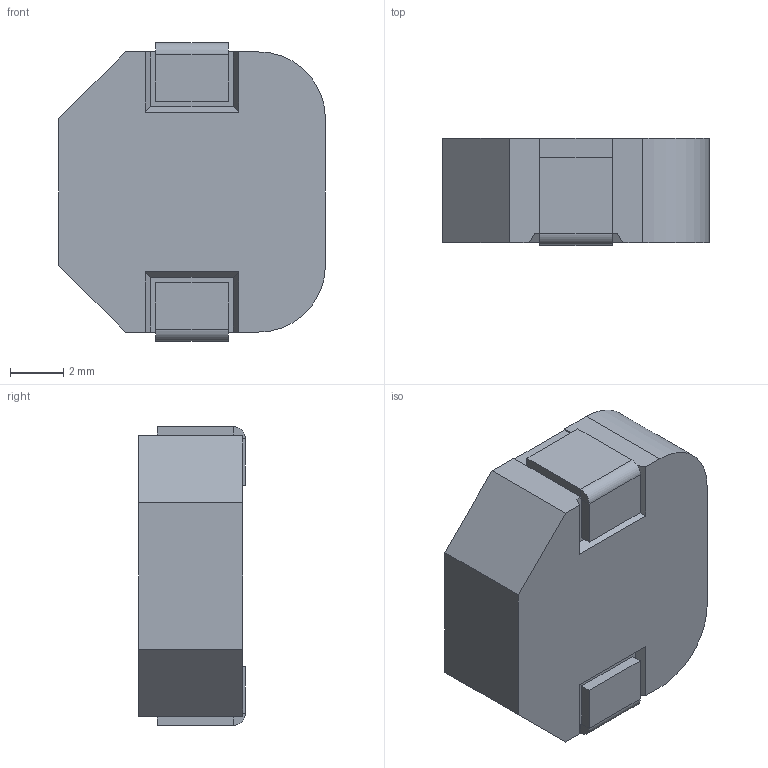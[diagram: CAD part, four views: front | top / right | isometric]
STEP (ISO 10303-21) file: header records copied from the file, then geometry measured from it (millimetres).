
FILE_DESCRIPTION (( 'STEP AP214' ), '1' );
FILE_NAME ('FDUE1040D-H-1R0M=P3.STEP', '2020-01-28T22:31:11', ( '' ), ( '' ), 'SwSTEP 2.0', 'SolidWorks 2017', '' );
FILE_SCHEMA (( 'AUTOMOTIVE_DESIGN' ));
Length unit declared in the file: millimetre
Products named in the file (1): FDUE1040D-H-1R0M=P3
Bounding box: 10 x 4 x 11.2 mm (x, y, z)
Volume: 379.5 mm3; surface area: 399.4 mm2
Topology: 3 solids, 3 shells, 54 faces, 128 edges, 80 vertices
Faces by surface type: plane 48, cylinder 6
Entity records: 1568 total; most frequent: CARTESIAN_POINT 263, ORIENTED_EDGE 256, DIRECTION 250, EDGE_CURVE 128, VECTOR 116, LINE 116, VERTEX_POINT 80, AXIS2_PLACEMENT_3D 67
